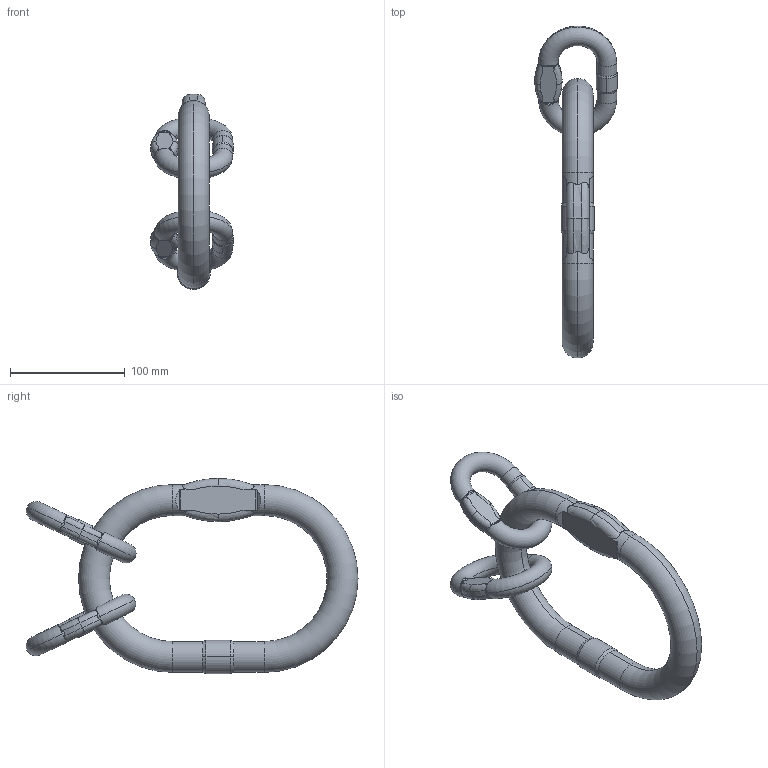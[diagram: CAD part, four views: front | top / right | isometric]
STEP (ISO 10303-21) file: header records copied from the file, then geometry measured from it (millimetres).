
FILE_DESCRIPTION(('STEP AP203'),'1');
FILE_NAME('vmwp_10_7_8.stp','2018-11-19T13:40:41',('TraceParts'),('TraceParts S.A.'),'Spatial InterOp 3D',' ',' ');
FILE_SCHEMA(('CONFIG_CONTROL_DESIGN'));
Length unit declared in the file: millimetre
Products named in the file (1): 1
Bounding box: 72.15 x 289.88 x 170.41 mm (x, y, z)
Volume: 453523.8 mm3; surface area: 76871.1 mm2
Topology: 3 solids, 3 shells, 282 faces, 761 edges, 494 vertices
Faces by surface type: plane 105, cylinder 67, extrusion 62, torus 36, cone 12
Entity records: 9894 total; most frequent: CARTESIAN_POINT 3197, ORIENTED_EDGE 1522, DIRECTION 1130, EDGE_CURVE 761, VERTEX_POINT 494, AXIS2_PLACEMENT_3D 377, VECTOR 376, B_SPLINE_CURVE_WITH_KNOTS 355
